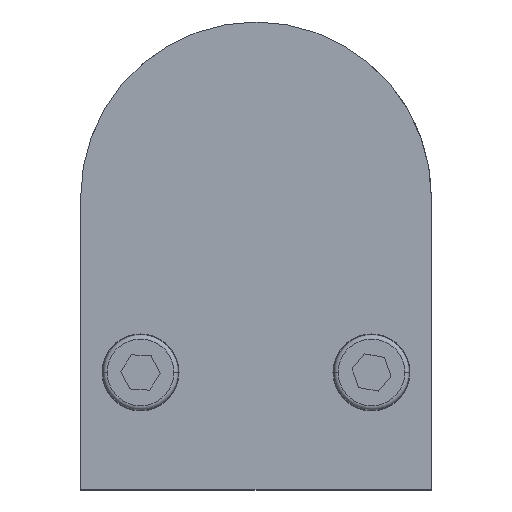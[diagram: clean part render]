
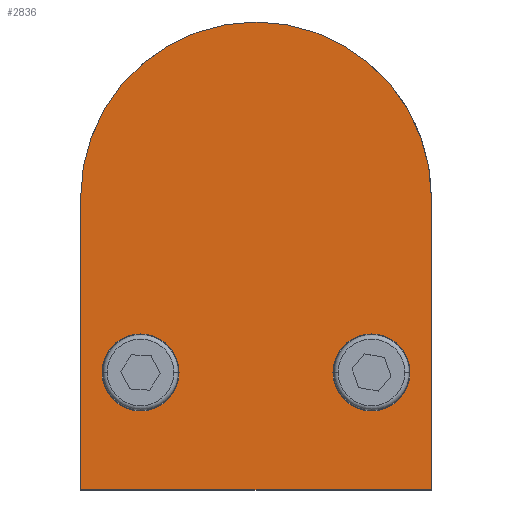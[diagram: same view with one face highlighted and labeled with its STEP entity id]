
A CAD part, top view. The second image highlights one B-rep face of the part: STEP entity #2836.
In plain terms, the highlighted planar face has unit normal (0, 0, 1).
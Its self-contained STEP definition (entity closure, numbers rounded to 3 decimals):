
#10 = ORIENTED_EDGE ( 'NONE', *, *, #1812, .F. ) ;
#33 = FACE_OUTER_BOUND ( 'NONE', #644, .T. ) ;
#48 = EDGE_CURVE ( 'NONE', #2078, #1027, #513, .T. ) ;
#63 = VERTEX_POINT ( 'NONE', #2760 ) ;
#79 = EDGE_CURVE ( 'NONE', #2060, #63, #465, .T. ) ;
#96 = AXIS2_PLACEMENT_3D ( 'NONE', #842, #612, #2702 ) ;
#322 = PLANE ( 'NONE',  #2430 ) ;
#345 = CARTESIAN_POINT ( 'NONE',  ( 20.5, 25.348, 14.25 ) ) ;
#370 = VECTOR ( 'NONE', #2015, 1000. ) ;
#465 = LINE ( 'NONE', #759, #3155 ) ;
#513 = CIRCLE ( 'NONE', #2659, 4.5 ) ;
#588 = FACE_BOUND ( 'NONE', #3169, .T. ) ;
#590 = ORIENTED_EDGE ( 'NONE', *, *, #1558, .F. ) ;
#612 = DIRECTION ( 'NONE',  ( 0., 0., 1. ) ) ;
#644 = EDGE_LOOP ( 'NONE', ( #10, #2159, #2581, #916 ) ) ;
#648 = CARTESIAN_POINT ( 'NONE',  ( 13.5, 39.038, 14.25 ) ) ;
#682 = ORIENTED_EDGE ( 'NONE', *, *, #1372, .F. ) ;
#759 = CARTESIAN_POINT ( 'NONE',  ( -20.5, 0., 14.25 ) ) ;
#842 = CARTESIAN_POINT ( 'NONE',  ( -13.5, 39.038, 14.25 ) ) ;
#888 = VECTOR ( 'NONE', #3001, 1000. ) ;
#916 = ORIENTED_EDGE ( 'NONE', *, *, #79, .T. ) ;
#954 = VERTEX_POINT ( 'NONE', #345 ) ;
#957 = EDGE_LOOP ( 'NONE', ( #3047, #590 ) ) ;
#966 = CARTESIAN_POINT ( 'NONE',  ( 47.6, 25.348, 14.25 ) ) ;
#981 = DIRECTION ( 'NONE',  ( 0., 0., 1. ) ) ;
#1000 = CIRCLE ( 'NONE', #2259, 4.5 ) ;
#1027 = VERTEX_POINT ( 'NONE', #1931 ) ;
#1031 = ORIENTED_EDGE ( 'NONE', *, *, #48, .F. ) ;
#1051 = AXIS2_PLACEMENT_3D ( 'NONE', #1407, #3230, #2957 ) ;
#1091 = CARTESIAN_POINT ( 'NONE',  ( 0., 59.5, 14.25 ) ) ;
#1172 = CARTESIAN_POINT ( 'NONE',  ( -18., 39.038, 14.25 ) ) ;
#1206 = CARTESIAN_POINT ( 'NONE',  ( 9., 39.038, 14.25 ) ) ;
#1215 = DIRECTION ( 'NONE',  ( 1., 0., 0. ) ) ;
#1372 = EDGE_CURVE ( 'NONE', #1027, #2078, #1000, .T. ) ;
#1407 = CARTESIAN_POINT ( 'NONE',  ( 0., 59.5, 14.25 ) ) ;
#1432 = DIRECTION ( 'NONE',  ( 0., 0., 1. ) ) ;
#1441 = CARTESIAN_POINT ( 'NONE',  ( -20.5, 59.5, 14.25 ) ) ;
#1558 = EDGE_CURVE ( 'NONE', #1609, #2671, #2315, .T. ) ;
#1606 = AXIS2_PLACEMENT_3D ( 'NONE', #1791, #3312, #1776 ) ;
#1609 = VERTEX_POINT ( 'NONE', #1172 ) ;
#1621 = EDGE_CURVE ( 'NONE', #2789, #2060, #2150, .T. ) ;
#1646 = DIRECTION ( 'NONE',  ( 0., 0., 1. ) ) ;
#1715 = DIRECTION ( 'NONE',  ( 1., 0., 0. ) ) ;
#1720 = LINE ( 'NONE', #2504, #888 ) ;
#1776 = DIRECTION ( 'NONE',  ( 1., 0., 0. ) ) ;
#1791 = CARTESIAN_POINT ( 'NONE',  ( -13.5, 39.038, 14.25 ) ) ;
#1812 = EDGE_CURVE ( 'NONE', #954, #63, #3313, .T. ) ;
#1854 = CARTESIAN_POINT ( 'NONE',  ( -9., 39.038, 14.25 ) ) ;
#1931 = CARTESIAN_POINT ( 'NONE',  ( 18., 39.038, 14.25 ) ) ;
#1995 = CIRCLE ( 'NONE', #1606, 4.5 ) ;
#2015 = DIRECTION ( 'NONE',  ( -1., 0., 0. ) ) ;
#2060 = VERTEX_POINT ( 'NONE', #1441 ) ;
#2067 = EDGE_CURVE ( 'NONE', #954, #2789, #1720, .T. ) ;
#2078 = VERTEX_POINT ( 'NONE', #1206 ) ;
#2080 = DIRECTION ( 'NONE',  ( 0., -1., 0. ) ) ;
#2150 = CIRCLE ( 'NONE', #1051, 20.5 ) ;
#2159 = ORIENTED_EDGE ( 'NONE', *, *, #2067, .T. ) ;
#2259 = AXIS2_PLACEMENT_3D ( 'NONE', #648, #1432, #1215 ) ;
#2315 = CIRCLE ( 'NONE', #96, 4.5 ) ;
#2430 = AXIS2_PLACEMENT_3D ( 'NONE', #1091, #1646, #2435 ) ;
#2435 = DIRECTION ( 'NONE',  ( 1., 0., 0. ) ) ;
#2504 = CARTESIAN_POINT ( 'NONE',  ( 20.5, 0., 14.25 ) ) ;
#2581 = ORIENTED_EDGE ( 'NONE', *, *, #1621, .T. ) ;
#2584 = EDGE_CURVE ( 'NONE', #2671, #1609, #1995, .T. ) ;
#2659 = AXIS2_PLACEMENT_3D ( 'NONE', #3015, #981, #1715 ) ;
#2671 = VERTEX_POINT ( 'NONE', #1854 ) ;
#2693 = FACE_BOUND ( 'NONE', #957, .T. ) ;
#2702 = DIRECTION ( 'NONE',  ( 1., 0., 0. ) ) ;
#2760 = CARTESIAN_POINT ( 'NONE',  ( -20.5, 25.348, 14.25 ) ) ;
#2789 = VERTEX_POINT ( 'NONE', #2934 ) ;
#2836 = ADVANCED_FACE ( 'NONE', ( #2693, #588, #33 ), #322, .T. ) ;
#2934 = CARTESIAN_POINT ( 'NONE',  ( 20.5, 59.5, 14.25 ) ) ;
#2957 = DIRECTION ( 'NONE',  ( 1., 0., 0. ) ) ;
#3001 = DIRECTION ( 'NONE',  ( 0., 1., 0. ) ) ;
#3015 = CARTESIAN_POINT ( 'NONE',  ( 13.5, 39.038, 14.25 ) ) ;
#3047 = ORIENTED_EDGE ( 'NONE', *, *, #2584, .F. ) ;
#3155 = VECTOR ( 'NONE', #2080, 1000. ) ;
#3169 = EDGE_LOOP ( 'NONE', ( #682, #1031 ) ) ;
#3230 = DIRECTION ( 'NONE',  ( 0., 0., 1. ) ) ;
#3312 = DIRECTION ( 'NONE',  ( 0., 0., 1. ) ) ;
#3313 = LINE ( 'NONE', #966, #370 ) ;
